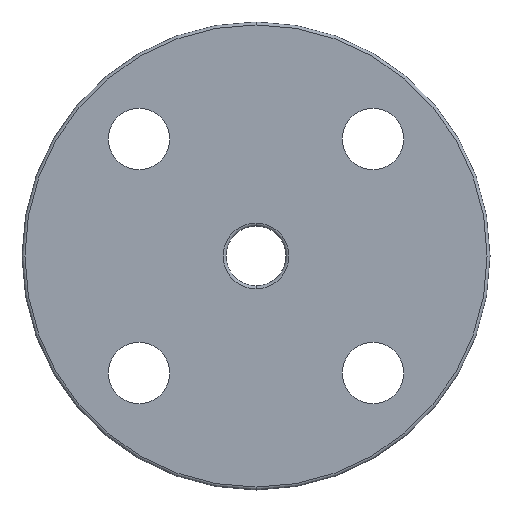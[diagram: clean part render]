
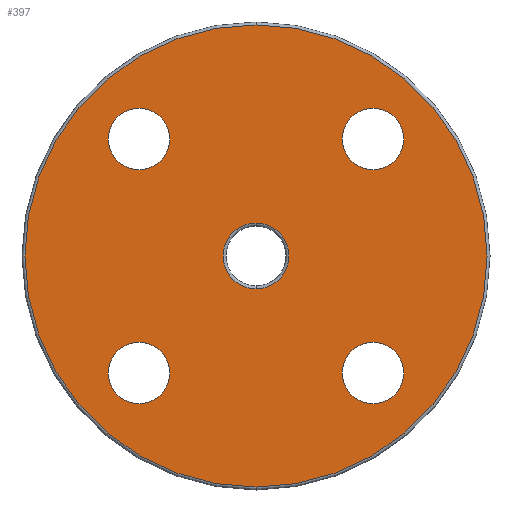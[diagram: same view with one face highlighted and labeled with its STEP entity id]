
A CAD part, front view. The second image highlights one B-rep face of the part: STEP entity #397.
In plain terms, the highlighted planar face has unit normal (0, -1, 0).
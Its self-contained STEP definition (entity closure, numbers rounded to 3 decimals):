
#59 = DIRECTION ( 'NONE',  ( 0., 0., 1. ) ) ;
#62 = CARTESIAN_POINT ( 'NONE',  ( 0., 0., 0. ) ) ;
#92 = ORIENTED_EDGE ( 'NONE', *, *, #3978, .T. ) ;
#200 = CIRCLE ( 'NONE', #4329, 2.1 ) ;
#220 = DIRECTION ( 'NONE',  ( 0., 0., 1. ) ) ;
#280 = EDGE_CURVE ( 'NONE', #2633, #1989, #348, .T. ) ;
#339 = AXIS2_PLACEMENT_3D ( 'NONE', #434, #4786, #518 ) ;
#348 = CIRCLE ( 'NONE', #1727, 2.1 ) ;
#360 = VERTEX_POINT ( 'NONE', #3614 ) ;
#397 = ADVANCED_FACE ( 'NONE', ( #3165, #5129, #5950, #2066, #3997, #1597 ), #3513, .F. ) ;
#434 = CARTESIAN_POINT ( 'NONE',  ( 8., 0., -8. ) ) ;
#451 = ORIENTED_EDGE ( 'NONE', *, *, #5381, .T. ) ;
#518 = DIRECTION ( 'NONE',  ( 0., 0., 1. ) ) ;
#560 = DIRECTION ( 'NONE',  ( 0., -1., 0. ) ) ;
#694 = EDGE_CURVE ( 'NONE', #1299, #2337, #6095, .T. ) ;
#720 = CARTESIAN_POINT ( 'NONE',  ( -8., 0., 8. ) ) ;
#823 = ORIENTED_EDGE ( 'NONE', *, *, #1932, .T. ) ;
#833 = AXIS2_PLACEMENT_3D ( 'NONE', #62, #2973, #5929 ) ;
#859 = VERTEX_POINT ( 'NONE', #3443 ) ;
#918 = CARTESIAN_POINT ( 'NONE',  ( 8., 0., 10.1 ) ) ;
#975 = EDGE_LOOP ( 'NONE', ( #823, #3339 ) ) ;
#1041 = CARTESIAN_POINT ( 'NONE',  ( 0., 0., 0. ) ) ;
#1101 = AXIS2_PLACEMENT_3D ( 'NONE', #720, #6022, #220 ) ;
#1129 = DIRECTION ( 'NONE',  ( 0., 0., 1. ) ) ;
#1178 = CARTESIAN_POINT ( 'NONE',  ( 0., 0., 2.25 ) ) ;
#1299 = VERTEX_POINT ( 'NONE', #1178 ) ;
#1528 = AXIS2_PLACEMENT_3D ( 'NONE', #1041, #560, #5478 ) ;
#1542 = CARTESIAN_POINT ( 'NONE',  ( 0., 0., 0. ) ) ;
#1578 = EDGE_CURVE ( 'NONE', #5107, #4262, #2032, .T. ) ;
#1597 = FACE_BOUND ( 'NONE', #4885, .T. ) ;
#1601 = AXIS2_PLACEMENT_3D ( 'NONE', #1542, #3460, #1129 ) ;
#1664 = CARTESIAN_POINT ( 'NONE',  ( 8., 0., 8. ) ) ;
#1713 = CIRCLE ( 'NONE', #5668, 2.1 ) ;
#1727 = AXIS2_PLACEMENT_3D ( 'NONE', #1664, #3652, #2627 ) ;
#1765 = EDGE_LOOP ( 'NONE', ( #451, #92 ) ) ;
#1932 = EDGE_CURVE ( 'NONE', #1989, #2633, #2718, .T. ) ;
#1955 = CARTESIAN_POINT ( 'NONE',  ( 8., 0., -8. ) ) ;
#1989 = VERTEX_POINT ( 'NONE', #3554 ) ;
#2019 = VERTEX_POINT ( 'NONE', #2596 ) ;
#2032 = CIRCLE ( 'NONE', #339, 2.1 ) ;
#2049 = EDGE_CURVE ( 'NONE', #360, #5777, #5574, .T. ) ;
#2066 = FACE_BOUND ( 'NONE', #4961, .T. ) ;
#2099 = CIRCLE ( 'NONE', #3407, 2.1 ) ;
#2151 = DIRECTION ( 'NONE',  ( 0., 1., 0. ) ) ;
#2200 = ORIENTED_EDGE ( 'NONE', *, *, #6007, .T. ) ;
#2229 = DIRECTION ( 'NONE',  ( 0., 0., 1. ) ) ;
#2318 = CIRCLE ( 'NONE', #3109, 2.1 ) ;
#2329 = CARTESIAN_POINT ( 'NONE',  ( 8., 0., 8. ) ) ;
#2337 = VERTEX_POINT ( 'NONE', #2890 ) ;
#2579 = CARTESIAN_POINT ( 'NONE',  ( 0., 0., 0. ) ) ;
#2596 = CARTESIAN_POINT ( 'NONE',  ( 0., 0., 15.8 ) ) ;
#2627 = DIRECTION ( 'NONE',  ( 0., 0., 1. ) ) ;
#2633 = VERTEX_POINT ( 'NONE', #918 ) ;
#2650 = CARTESIAN_POINT ( 'NONE',  ( -8., 0., -10.1 ) ) ;
#2718 = CIRCLE ( 'NONE', #5680, 2.1 ) ;
#2890 = CARTESIAN_POINT ( 'NONE',  ( 0., 0., -2.25 ) ) ;
#2947 = EDGE_CURVE ( 'NONE', #4262, #5107, #2318, .T. ) ;
#2973 = DIRECTION ( 'NONE',  ( 0., -1., 0. ) ) ;
#2985 = DIRECTION ( 'NONE',  ( 0., 0., 1. ) ) ;
#3071 = EDGE_CURVE ( 'NONE', #2337, #1299, #4019, .T. ) ;
#3109 = AXIS2_PLACEMENT_3D ( 'NONE', #1955, #5773, #59 ) ;
#3165 = FACE_BOUND ( 'NONE', #5068, .T. ) ;
#3225 = DIRECTION ( 'NONE',  ( 0., 0., 1. ) ) ;
#3327 = AXIS2_PLACEMENT_3D ( 'NONE', #2579, #2151, #2985 ) ;
#3339 = ORIENTED_EDGE ( 'NONE', *, *, #280, .T. ) ;
#3375 = CARTESIAN_POINT ( 'NONE',  ( -8., 0., -8. ) ) ;
#3407 = AXIS2_PLACEMENT_3D ( 'NONE', #3958, #5936, #4974 ) ;
#3439 = CARTESIAN_POINT ( 'NONE',  ( 8., 0., -5.9 ) ) ;
#3443 = CARTESIAN_POINT ( 'NONE',  ( -8., 0., -5.9 ) ) ;
#3460 = DIRECTION ( 'NONE',  ( 0., 1., 0. ) ) ;
#3513 = PLANE ( 'NONE',  #3631 ) ;
#3554 = CARTESIAN_POINT ( 'NONE',  ( 8., 0., 5.9 ) ) ;
#3614 = CARTESIAN_POINT ( 'NONE',  ( -8., 0., 5.9 ) ) ;
#3631 = AXIS2_PLACEMENT_3D ( 'NONE', #5465, #3686, #2229 ) ;
#3652 = DIRECTION ( 'NONE',  ( 0., 1., 0. ) ) ;
#3686 = DIRECTION ( 'NONE',  ( 0., 1., 0. ) ) ;
#3944 = ORIENTED_EDGE ( 'NONE', *, *, #6055, .T. ) ;
#3958 = CARTESIAN_POINT ( 'NONE',  ( -8., 0., 8. ) ) ;
#3978 = EDGE_CURVE ( 'NONE', #859, #5541, #1713, .T. ) ;
#3986 = DIRECTION ( 'NONE',  ( 0., 0., 1. ) ) ;
#3997 = FACE_BOUND ( 'NONE', #1765, .T. ) ;
#4019 = CIRCLE ( 'NONE', #1601, 2.25 ) ;
#4056 = EDGE_CURVE ( 'NONE', #5777, #360, #2099, .T. ) ;
#4116 = DIRECTION ( 'NONE',  ( 0., 1., 0. ) ) ;
#4262 = VERTEX_POINT ( 'NONE', #5388 ) ;
#4265 = DIRECTION ( 'NONE',  ( 0., 1., 0. ) ) ;
#4304 = CARTESIAN_POINT ( 'NONE',  ( 0., 0., -15.8 ) ) ;
#4329 = AXIS2_PLACEMENT_3D ( 'NONE', #6039, #4116, #3225 ) ;
#4356 = EDGE_LOOP ( 'NONE', ( #2200, #3944 ) ) ;
#4412 = ORIENTED_EDGE ( 'NONE', *, *, #1578, .T. ) ;
#4639 = ORIENTED_EDGE ( 'NONE', *, *, #3071, .T. ) ;
#4686 = ORIENTED_EDGE ( 'NONE', *, *, #4056, .T. ) ;
#4740 = DIRECTION ( 'NONE',  ( 0., 0., 1. ) ) ;
#4786 = DIRECTION ( 'NONE',  ( 0., 1., 0. ) ) ;
#4885 = EDGE_LOOP ( 'NONE', ( #5922, #4412 ) ) ;
#4899 = VERTEX_POINT ( 'NONE', #4304 ) ;
#4961 = EDGE_LOOP ( 'NONE', ( #5568, #4686 ) ) ;
#4974 = DIRECTION ( 'NONE',  ( 0., 0., 1. ) ) ;
#5038 = ORIENTED_EDGE ( 'NONE', *, *, #694, .T. ) ;
#5068 = EDGE_LOOP ( 'NONE', ( #5038, #4639 ) ) ;
#5107 = VERTEX_POINT ( 'NONE', #3439 ) ;
#5129 = FACE_OUTER_BOUND ( 'NONE', #4356, .T. ) ;
#5191 = CIRCLE ( 'NONE', #1528, 15.8 ) ;
#5328 = DIRECTION ( 'NONE',  ( 0., 1., 0. ) ) ;
#5381 = EDGE_CURVE ( 'NONE', #5541, #859, #200, .T. ) ;
#5388 = CARTESIAN_POINT ( 'NONE',  ( 8., 0., -10.1 ) ) ;
#5465 = CARTESIAN_POINT ( 'NONE',  ( 0., 0., 0. ) ) ;
#5478 = DIRECTION ( 'NONE',  ( 0., 0., 1. ) ) ;
#5541 = VERTEX_POINT ( 'NONE', #2650 ) ;
#5568 = ORIENTED_EDGE ( 'NONE', *, *, #2049, .T. ) ;
#5574 = CIRCLE ( 'NONE', #1101, 2.1 ) ;
#5668 = AXIS2_PLACEMENT_3D ( 'NONE', #3375, #5328, #3986 ) ;
#5680 = AXIS2_PLACEMENT_3D ( 'NONE', #2329, #4265, #4740 ) ;
#5773 = DIRECTION ( 'NONE',  ( 0., 1., 0. ) ) ;
#5777 = VERTEX_POINT ( 'NONE', #5803 ) ;
#5788 = CIRCLE ( 'NONE', #833, 15.8 ) ;
#5803 = CARTESIAN_POINT ( 'NONE',  ( -8., 0., 10.1 ) ) ;
#5922 = ORIENTED_EDGE ( 'NONE', *, *, #2947, .T. ) ;
#5929 = DIRECTION ( 'NONE',  ( 0., 0., 1. ) ) ;
#5936 = DIRECTION ( 'NONE',  ( 0., 1., 0. ) ) ;
#5950 = FACE_BOUND ( 'NONE', #975, .T. ) ;
#6007 = EDGE_CURVE ( 'NONE', #2019, #4899, #5788, .T. ) ;
#6022 = DIRECTION ( 'NONE',  ( 0., 1., 0. ) ) ;
#6039 = CARTESIAN_POINT ( 'NONE',  ( -8., 0., -8. ) ) ;
#6055 = EDGE_CURVE ( 'NONE', #4899, #2019, #5191, .T. ) ;
#6095 = CIRCLE ( 'NONE', #3327, 2.25 ) ;
